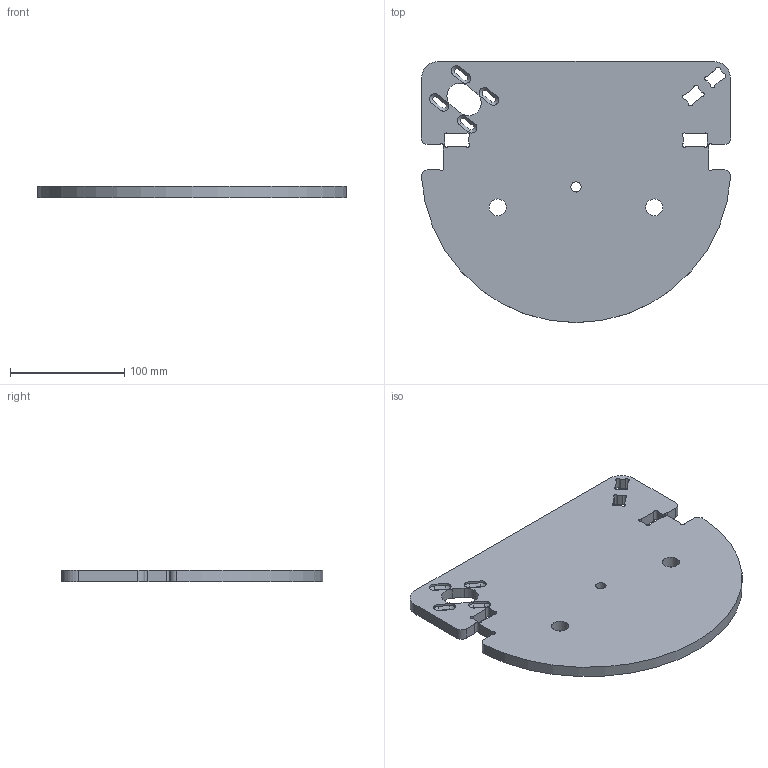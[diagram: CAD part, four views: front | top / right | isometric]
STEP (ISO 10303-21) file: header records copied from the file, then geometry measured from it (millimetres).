
FILE_DESCRIPTION(/* description */ (''),/* implementation_level */ '2;1');
FILE_NAME(/* name */ 'second stage plate.step',/* time_stamp */ '2023-03-04T21:35:54+01:00',/* author */ (''),/* organization */ (''),/* preprocessor_version */ 'ST-DEVELOPER v19.2',/* originating_system */ 'Autodesk Translation Framework v11.17.0.187',/* authorisation */ '');
FILE_SCHEMA (('AUTOMOTIVE_DESIGN { 1 0 10303 214 3 1 1 }'));
Length unit declared in the file: millimetre
Products named in the file (1): second stage plate
Bounding box: 271 x 228.93 x 10 mm (x, y, z)
Volume: 510049.1 mm3; surface area: 117581.7 mm2
Topology: 1 solids, 1 shells, 109 faces, 289 edges, 182 vertices
Faces by surface type: plane 53, cylinder 48, cone 8
Full cylindrical faces by diameter (mm): 9 x1, 15 x2
Entity records: 3440 total; most frequent: DIRECTION 605, CARTESIAN_POINT 581, ORIENTED_EDGE 578, EDGE_CURVE 289, AXIS2_PLACEMENT_3D 206, LINE 193, VECTOR 193, VERTEX_POINT 182
